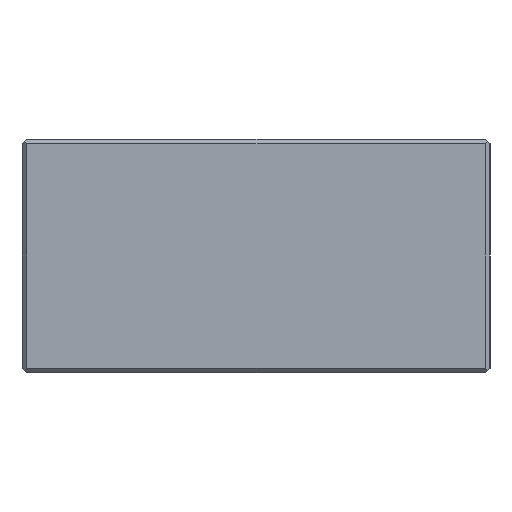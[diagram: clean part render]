
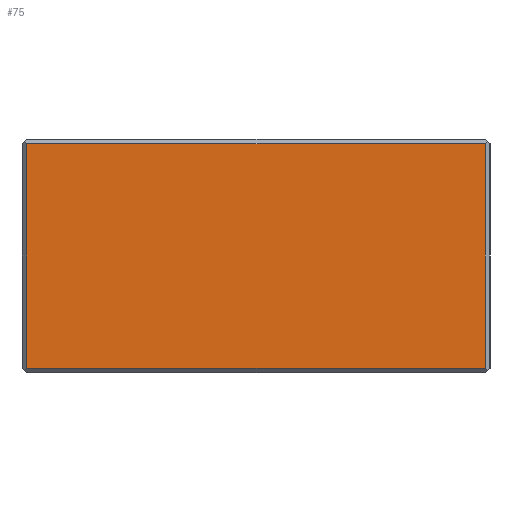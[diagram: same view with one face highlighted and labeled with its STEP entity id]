
A CAD part, left-side view. The second image highlights one B-rep face of the part: STEP entity #75.
In plain terms, the highlighted planar face has unit normal (-1, 0, 0).
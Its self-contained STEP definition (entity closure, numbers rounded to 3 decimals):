
#75 = ADVANCED_FACE( '', ( #121 ), #122, .T. );
#121 = FACE_OUTER_BOUND( '', #218, .T. );
#122 = PLANE( '', #219 );
#218 = EDGE_LOOP( '', ( #315, #316, #317, #318 ) );
#219 = AXIS2_PLACEMENT_3D( '', #319, #320, #321 );
#315 = ORIENTED_EDGE( '', *, *, #682, .T. );
#316 = ORIENTED_EDGE( '', *, *, #683, .T. );
#317 = ORIENTED_EDGE( '', *, *, #684, .T. );
#318 = ORIENTED_EDGE( '', *, *, #685, .T. );
#319 = CARTESIAN_POINT( '', ( -68., 25., 25. ) );
#320 = DIRECTION( '', ( -1., 0., 0. ) );
#321 = DIRECTION( '', ( 0., 0., 1. ) );
#682 = EDGE_CURVE( '', #798, #799, #800, .T. );
#683 = EDGE_CURVE( '', #799, #801, #802, .T. );
#684 = EDGE_CURVE( '', #801, #803, #804, .T. );
#685 = EDGE_CURVE( '', #803, #798, #805, .T. );
#798 = VERTEX_POINT( '', #990 );
#799 = VERTEX_POINT( '', #991 );
#800 = LINE( '', #992, #993 );
#801 = VERTEX_POINT( '', #994 );
#802 = LINE( '', #995, #996 );
#803 = VERTEX_POINT( '', #997 );
#804 = LINE( '', #998, #999 );
#805 = LINE( '', #1000, #1001 );
#990 = CARTESIAN_POINT( '', ( -68., 24.5, 0.5 ) );
#991 = CARTESIAN_POINT( '', ( -68., -24.5, 0.5 ) );
#992 = CARTESIAN_POINT( '', ( -68., 25., 0.5 ) );
#993 = VECTOR( '', #1286, 1000. );
#994 = CARTESIAN_POINT( '', ( -68., -24.5, 24.5 ) );
#995 = CARTESIAN_POINT( '', ( -68., -24.5, 25. ) );
#996 = VECTOR( '', #1287, 1000. );
#997 = CARTESIAN_POINT( '', ( -68., 24.5, 24.5 ) );
#998 = CARTESIAN_POINT( '', ( -68., 24.5, 24.5 ) );
#999 = VECTOR( '', #1288, 1000. );
#1000 = CARTESIAN_POINT( '', ( -68., 24.5, 25. ) );
#1001 = VECTOR( '', #1289, 1000. );
#1286 = DIRECTION( '', ( 0., -1., 0. ) );
#1287 = DIRECTION( '', ( 0., 0., 1. ) );
#1288 = DIRECTION( '', ( 0., 1., 0. ) );
#1289 = DIRECTION( '', ( 0., 0., -1. ) );
